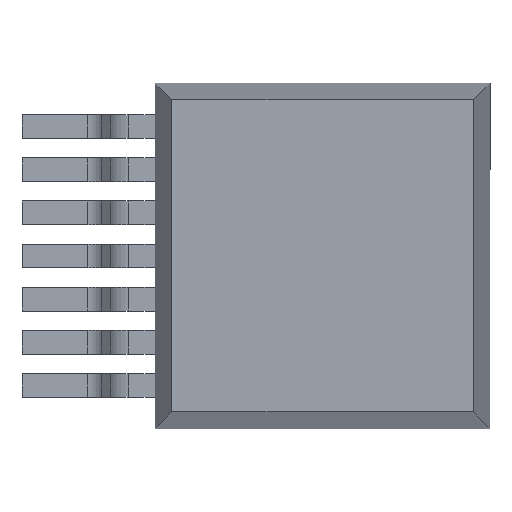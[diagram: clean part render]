
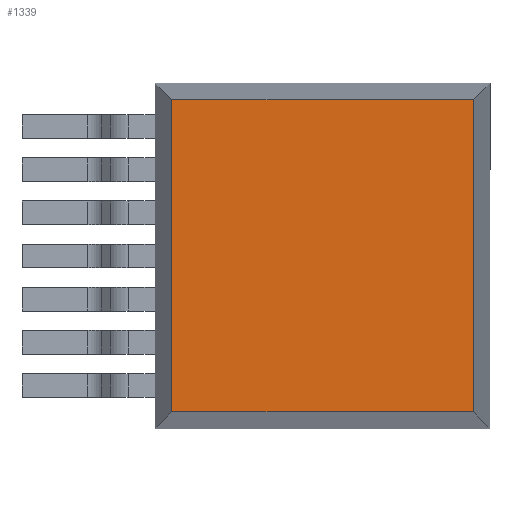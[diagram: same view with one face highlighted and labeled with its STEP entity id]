
A CAD part, top view. The second image highlights one B-rep face of the part: STEP entity #1339.
In plain terms, the highlighted planar face has unit normal (0, 0, 1).
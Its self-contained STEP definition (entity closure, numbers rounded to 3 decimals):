
#1209=CARTESIAN_POINT('',(-2.477,-4.592,4.77));
#1210=VERTEX_POINT('',#1209);
#1211=CARTESIAN_POINT('',(-2.477,4.592,4.77));
#1212=VERTEX_POINT('',#1211);
#1213=CARTESIAN_POINT('',(-2.477,4.592,4.77));
#1214=DIRECTION('',(0.0,-1.0,0.0));
#1215=VECTOR('',#1214,9.185);
#1216=LINE('',#1213,#1215);
#1217=EDGE_CURVE('',#1210,#1212,#1216,.F.);
#1249=CARTESIAN_POINT('',(6.397,4.592,4.77));
#1250=VERTEX_POINT('',#1249);
#1251=CARTESIAN_POINT('',(6.397,4.592,4.77));
#1252=DIRECTION('',(-1.0,0.0,0.0));
#1253=VECTOR('',#1252,8.875);
#1254=LINE('',#1251,#1253);
#1255=EDGE_CURVE('',#1212,#1250,#1254,.F.);
#1280=CARTESIAN_POINT('',(6.397,-4.592,4.77));
#1281=VERTEX_POINT('',#1280);
#1282=CARTESIAN_POINT('',(6.397,-4.592,4.77));
#1283=DIRECTION('',(0.0,1.0,0.0));
#1284=VECTOR('',#1283,9.185);
#1285=LINE('',#1282,#1284);
#1286=EDGE_CURVE('',#1250,#1281,#1285,.F.);
#1311=CARTESIAN_POINT('',(-2.477,-4.592,4.77));
#1312=DIRECTION('',(1.0,0.0,0.0));
#1313=VECTOR('',#1312,8.875);
#1314=LINE('',#1311,#1313);
#1315=EDGE_CURVE('',#1281,#1210,#1314,.F.);
#1328=CARTESIAN_POINT('',(1.96,0.,4.77));
#1329=DIRECTION('',(0.0,0.0,1.0));
#1330=DIRECTION('',(0.0,-1.0,0.0));
#1331=AXIS2_PLACEMENT_3D('',#1328,#1329,#1330);
#1332=PLANE('',#1331);
#1333=ORIENTED_EDGE('',*,*,#1315,.F.);
#1334=ORIENTED_EDGE('',*,*,#1286,.F.);
#1335=ORIENTED_EDGE('',*,*,#1255,.F.);
#1336=ORIENTED_EDGE('',*,*,#1217,.F.);
#1337=EDGE_LOOP('',(#1333,#1334,#1335,#1336));
#1338=FACE_OUTER_BOUND('',#1337,.T.);
#1339=ADVANCED_FACE('',(#1338),#1332,.T.);
